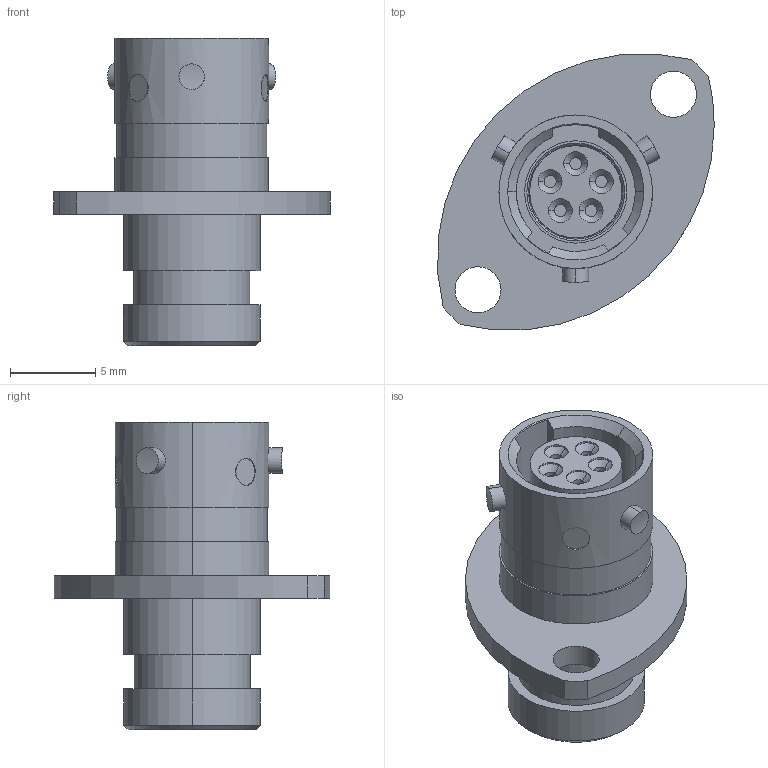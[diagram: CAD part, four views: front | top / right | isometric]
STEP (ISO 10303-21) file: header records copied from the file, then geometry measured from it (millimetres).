
FILE_DESCRIPTION (( 'STEP AP214' ), '1' );
FILE_NAME ('ASU003-05SN-HE.STEP', '2021-07-06T08:52:20', ( 'TE Connectivity' ), ( 'TE Connectivity' ), 'SwSTEP 2.0', 'SolidWorks 2020', '' );
FILE_SCHEMA (( 'AUTOMOTIVE_DESIGN' ));
Length unit declared in the file: millimetre
Products named in the file (1): ASU003-05SN-HE
Bounding box: 16.19 x 16.15 x 18.01 mm (x, y, z)
Volume: 953.5 mm3; surface area: 2224.6 mm2
Topology: 12 solids, 12 shells, 544 faces, 1343 edges, 833 vertices
Faces by surface type: cylinder 250, plane 174, cone 82, torus 38
Entity records: 23179 total; most frequent: CARTESIAN_POINT 3735, DIRECTION 2990, ORIENTED_EDGE 2686, EDGE_CURVE 1343, AXIS2_PLACEMENT_3D 1194, VERTEX_POINT 833, CIRCLE 649, LINE 602
